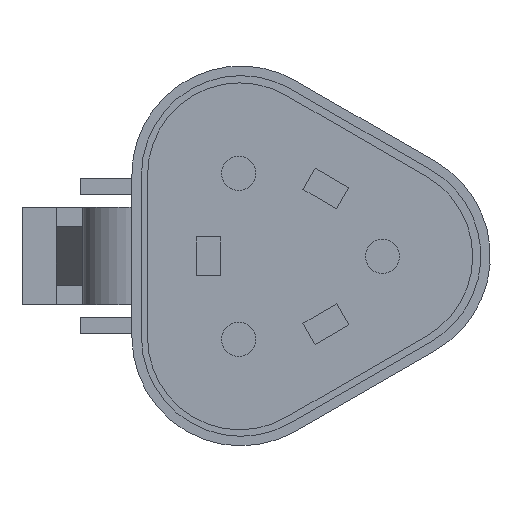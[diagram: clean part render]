
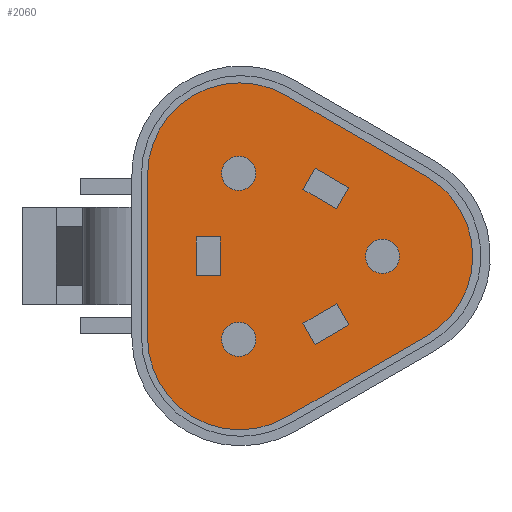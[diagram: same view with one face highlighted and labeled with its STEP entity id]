
A CAD part, left-side view. The second image highlights one B-rep face of the part: STEP entity #2060.
In plain terms, the highlighted planar face has unit normal (-1, 0, 0).
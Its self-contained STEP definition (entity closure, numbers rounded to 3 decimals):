
#10=CARTESIAN_POINT('',(0.,5.941,-0.021));
#20=DIRECTION('',(-1.,0.,0.));
#30=DIRECTION('',(0.,1.,
0.));
#40=AXIS2_PLACEMENT_3D('',#10,#20,#30);
#50=PLANE('',#40);
#60=CARTESIAN_POINT('',(0.,2.551,
-4.354));
#70=DIRECTION('',(1.,0.,0.));
#80=DIRECTION('',(0.,0.,
-1.));
#90=AXIS2_PLACEMENT_3D('',#60,#70,#80);
#100=CIRCLE('',#90,0.889);
#110=CARTESIAN_POINT('',(0.,2.551,
-5.243));
#120=VERTEX_POINT('',#110);
#130=CARTESIAN_POINT('',(0.,2.551,
-3.465));
#140=VERTEX_POINT('',#130);
#150=EDGE_CURVE('',#120,#140,#100,.T.);
#160=ORIENTED_EDGE('',*,*,#150,.T.);
#170=EDGE_CURVE('',#140,#120,#100,.T.);
#180=ORIENTED_EDGE('',*,*,#170,.T.);
#190=EDGE_LOOP('',(#180,#160));
#200=FACE_BOUND('',#190,.T.);
#210=CARTESIAN_POINT('',(0.,-4.955,
-0.021));
#220=DIRECTION('',(1.,0.,0.));
#230=DIRECTION('',(0.,0.,
-1.));
#240=AXIS2_PLACEMENT_3D('',#210,#220,#230);
#250=CIRCLE('',#240,0.889);
#260=CARTESIAN_POINT('',(0.,-4.955,
0.868));
#270=VERTEX_POINT('',#260);
#280=CARTESIAN_POINT('',(0.,-4.955,
-0.91));
#290=VERTEX_POINT('',#280);
#300=EDGE_CURVE('',#270,#290,#250,.T.);
#310=ORIENTED_EDGE('',*,*,#300,.T.);
#320=EDGE_CURVE('',#290,#270,#250,.T.);
#330=ORIENTED_EDGE('',*,*,#320,.T.);
#340=EDGE_LOOP('',(#330,#310));
#350=FACE_BOUND('',#340,.T.);
#360=CARTESIAN_POINT('',(0.,-0.798,
3.479));
#370=DIRECTION('',(0.,-0.5,
0.866));
#380=VECTOR('',#370,1.);
#390=LINE('',#360,#380);
#400=CARTESIAN_POINT('',(0.,-0.798,
3.479));
#410=VERTEX_POINT('',#400);
#420=CARTESIAN_POINT('',(0.,-1.433,
4.579));
#430=VERTEX_POINT('',#420);
#440=EDGE_CURVE('',#410,#430,#390,.T.);
#450=ORIENTED_EDGE('',*,*,#440,.T.);
#460=CARTESIAN_POINT('',(0.,-2.558,
2.463));
#470=DIRECTION('',(0.,0.866,
0.5));
#480=VECTOR('',#470,1.);
#490=LINE('',#460,#480);
#500=CARTESIAN_POINT('',(0.,-2.558,
2.463));
#510=VERTEX_POINT('',#500);
#520=EDGE_CURVE('',#510,#410,#490,.T.);
#530=ORIENTED_EDGE('',*,*,#520,.T.);
#540=CARTESIAN_POINT('',(0.,-3.193,
3.563));
#550=DIRECTION('',(0.,0.5,
-0.866));
#560=VECTOR('',#550,1.);
#570=LINE('',#540,#560);
#580=CARTESIAN_POINT('',(0.,-3.193,
3.563));
#590=VERTEX_POINT('',#580);
#600=EDGE_CURVE('',#590,#510,#570,.T.);
#610=ORIENTED_EDGE('',*,*,#600,.T.);
#620=CARTESIAN_POINT('',(0.,-1.433,
4.579));
#630=DIRECTION('',(0.,-0.866,
-0.5));
#640=VECTOR('',#630,1.);
#650=LINE('',#620,#640);
#660=EDGE_CURVE('',#430,#590,#650,.T.);
#670=ORIENTED_EDGE('',*,*,#660,.T.);
#680=EDGE_LOOP('',(#670,#610,#530,#450));
#690=FACE_BOUND('',#680,.T.);
#700=CARTESIAN_POINT('',(0.,4.773,
-1.037));
#710=DIRECTION('',(0.,0.,
1.));
#720=VECTOR('',#710,1.);
#730=LINE('',#700,#720);
#740=CARTESIAN_POINT('',(0.,4.773,
-1.037));
#750=VERTEX_POINT('',#740);
#760=CARTESIAN_POINT('',(0.,4.774,
0.995));
#770=VERTEX_POINT('',#760);
#780=EDGE_CURVE('',#750,#770,#730,.T.);
#790=ORIENTED_EDGE('',*,*,#780,.T.);
#800=CARTESIAN_POINT('',(0.,3.503,
-1.037));
#810=DIRECTION('',(0.,1.,
0.));
#820=VECTOR('',#810,1.);
#830=LINE('',#800,#820);
#840=CARTESIAN_POINT('',(0.,3.503,
-1.037));
#850=VERTEX_POINT('',#840);
#860=EDGE_CURVE('',#850,#750,#830,.T.);
#870=ORIENTED_EDGE('',*,*,#860,.T.);
#880=CARTESIAN_POINT('',(0.,3.504,
0.995));
#890=DIRECTION('',(0.,0.,
-1.));
#900=VECTOR('',#890,1.);
#910=LINE('',#880,#900);
#920=CARTESIAN_POINT('',(0.,3.504,
0.995));
#930=VERTEX_POINT('',#920);
#940=EDGE_CURVE('',#930,#850,#910,.T.);
#950=ORIENTED_EDGE('',*,*,#940,.T.);
#960=CARTESIAN_POINT('',(0.,4.774,
0.995));
#970=DIRECTION('',(0.,-1.,
0.));
#980=VECTOR('',#970,1.);
#990=LINE('',#960,#980);
#1000=EDGE_CURVE('',#770,#930,#990,.T.);
#1010=ORIENTED_EDGE('',*,*,#1000,.T.);
#1020=EDGE_LOOP('',(#1010,#950,#870,#790));
#1030=FACE_BOUND('',#1020,.T.);
#1040=CARTESIAN_POINT('',(0.,2.551,
4.313));
#1050=DIRECTION('',(1.,0.,0.));
#1060=DIRECTION('',(0.,0.,
-1.));
#1070=AXIS2_PLACEMENT_3D('',#1040,#1050,#1060);
#1080=CIRCLE('',#1070,0.889);
#1090=CARTESIAN_POINT('',(0.,2.551,
5.202));
#1100=VERTEX_POINT('',#1090);
#1110=CARTESIAN_POINT('',(0.,2.551,
3.424));
#1120=VERTEX_POINT('',#1110);
#1130=EDGE_CURVE('',#1100,#1120,#1080,.T.);
#1140=ORIENTED_EDGE('',*,*,#1130,.T.);
#1150=EDGE_CURVE('',#1120,#1100,#1080,.T.);
#1160=ORIENTED_EDGE('',*,*,#1150,.T.);
#1170=EDGE_LOOP('',(#1160,#1140));
#1180=FACE_BOUND('',#1170,.T.);
#1190=CARTESIAN_POINT('',(0.,-0.798,
-3.52));
#1200=DIRECTION('',(0.,-0.866,
0.5));
#1210=VECTOR('',#1200,1.);
#1220=LINE('',#1190,#1210);
#1230=CARTESIAN_POINT('',(0.,-0.798,
-3.52));
#1240=VERTEX_POINT('',#1230);
#1250=CARTESIAN_POINT('',(0.,-2.558,
-2.504));
#1260=VERTEX_POINT('',#1250);
#1270=EDGE_CURVE('',#1240,#1260,#1220,.T.);
#1280=ORIENTED_EDGE('',*,*,#1270,.T.);
#1290=CARTESIAN_POINT('',(0.,-1.433,
-4.62));
#1300=DIRECTION('',(0.,0.5,
0.866));
#1310=VECTOR('',#1300,1.);
#1320=LINE('',#1290,#1310);
#1330=CARTESIAN_POINT('',(0.,-1.433,
-4.62));
#1340=VERTEX_POINT('',#1330);
#1350=EDGE_CURVE('',#1340,#1240,#1320,.T.);
#1360=ORIENTED_EDGE('',*,*,#1350,.T.);
#1370=CARTESIAN_POINT('',(0.,-3.193,
-3.604));
#1380=DIRECTION('',(0.,0.866,
-0.5));
#1390=VECTOR('',#1380,1.);
#1400=LINE('',#1370,#1390);
#1410=CARTESIAN_POINT('',(0.,-3.193,
-3.604));
#1420=VERTEX_POINT('',#1410);
#1430=EDGE_CURVE('',#1420,#1340,#1400,.T.);
#1440=ORIENTED_EDGE('',*,*,#1430,.T.);
#1450=CARTESIAN_POINT('',(0.,-2.558,
-2.504));
#1460=DIRECTION('',(0.,-0.5,
-0.866));
#1470=VECTOR('',#1460,1.);
#1480=LINE('',#1450,#1470);
#1490=EDGE_CURVE('',#1260,#1420,#1480,.T.);
#1500=ORIENTED_EDGE('',*,*,#1490,.T.);
#1510=EDGE_LOOP('',(#1500,#1440,#1360,#1280));
#1520=FACE_BOUND('',#1510,.T.);
#1530=CARTESIAN_POINT('',(0.,-4.855,
-0.021));
#1540=DIRECTION('',(-1.,0.,0.));
#1550=DIRECTION('',(0.,0.,
1.));
#1560=AXIS2_PLACEMENT_3D('',#1530,#1540,#1550);
#1570=CIRCLE('',#1560,4.813);
#1580=CARTESIAN_POINT('',(0.,-7.261,
-4.189));
#1590=VERTEX_POINT('',#1580);
#1600=CARTESIAN_POINT('',(0.,-7.261,
4.148));
#1610=VERTEX_POINT('',#1600);
#1620=EDGE_CURVE('',#1590,#1610,#1570,.T.);
#1630=ORIENTED_EDGE('',*,*,#1620,.T.);
#1640=CARTESIAN_POINT('',(0.,0.096,
-8.437));
#1650=DIRECTION('',(0.,-0.866,
0.5));
#1660=VECTOR('',#1650,1.);
#1670=LINE('',#1640,#1660);
#1680=CARTESIAN_POINT('',(0.,0.092,
-8.435));
#1690=VERTEX_POINT('',#1680);
#1700=EDGE_CURVE('',#1690,#1590,#1670,.T.);
#1710=ORIENTED_EDGE('',*,*,#1700,.T.);
#1720=CARTESIAN_POINT('',(0.,2.499,
-4.266));
#1730=DIRECTION('',(-1.,0.,0.));
#1740=DIRECTION('',(0.,0.,
1.));
#1750=AXIS2_PLACEMENT_3D('',#1720,#1730,#1740);
#1760=CIRCLE('',#1750,4.813);
#1770=CARTESIAN_POINT('',(0.,7.312,
-4.266));
#1780=VERTEX_POINT('',#1770);
#1790=EDGE_CURVE('',#1780,#1690,#1760,.T.);
#1800=ORIENTED_EDGE('',*,*,#1790,.T.);
#1810=CARTESIAN_POINT('',(0.,7.312,
4.229));
#1820=DIRECTION('',(0.,0.,
-1.));
#1830=VECTOR('',#1820,1.);
#1840=LINE('',#1810,#1830);
#1850=CARTESIAN_POINT('',(0.,7.312,
4.224));
#1860=VERTEX_POINT('',#1850);
#1870=EDGE_CURVE('',#1860,#1780,#1840,.T.);
#1880=ORIENTED_EDGE('',*,*,#1870,.T.);
#1890=CARTESIAN_POINT('',(0.,2.499,
4.225));
#1900=DIRECTION('',(-1.,0.,0.));
#1910=DIRECTION('',(0.,0.,
1.));
#1920=AXIS2_PLACEMENT_3D('',#1890,#1900,#1910);
#1930=CIRCLE('',#1920,4.813);
#1940=CARTESIAN_POINT('',(0.,0.092,
8.393));
#1950=VERTEX_POINT('',#1940);
#1960=EDGE_CURVE('',#1950,#1860,#1930,.T.);
#1970=ORIENTED_EDGE('',*,*,#1960,.T.);
#1980=CARTESIAN_POINT('',(0.,-7.265,
4.146));
#1990=DIRECTION('',(0.,0.866,
0.5));
#2000=VECTOR('',#1990,1.);
#2010=LINE('',#1980,#2000);
#2020=EDGE_CURVE('',#1610,#1950,#2010,.T.);
#2030=ORIENTED_EDGE('',*,*,#2020,.T.);
#2040=EDGE_LOOP('',(#2030,#1970,#1880,#1800,#1710,#1630));
#2050=FACE_OUTER_BOUND('',#2040,.T.);
#2060=ADVANCED_FACE('',(#200,#350,#690,#1030,#1180,#1520,#2050),#50,.T.)
;
